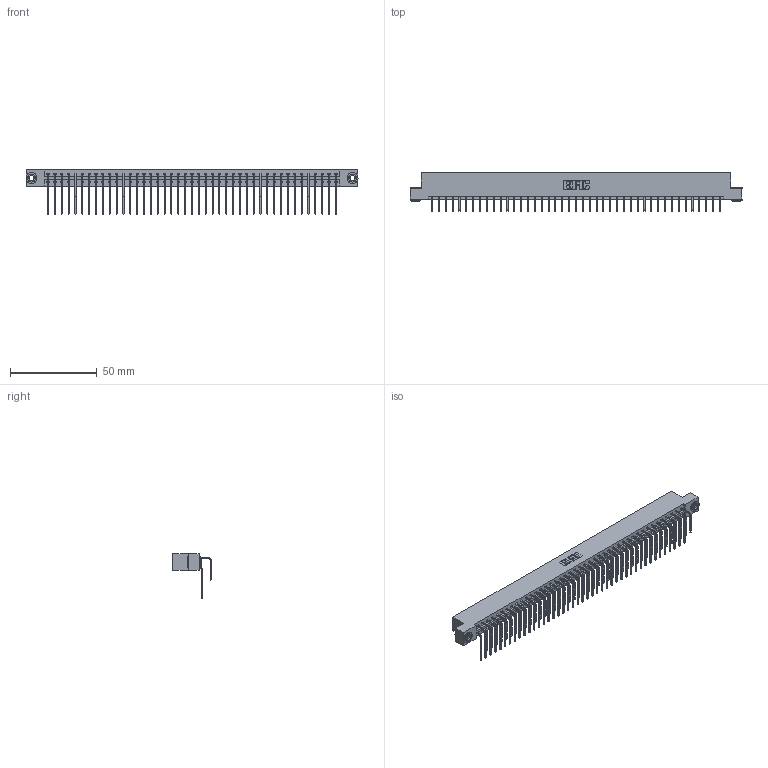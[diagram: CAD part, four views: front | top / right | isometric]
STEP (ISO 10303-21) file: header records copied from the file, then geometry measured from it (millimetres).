
FILE_DESCRIPTION (( 'STEP AP203' ), '1' );
FILE_NAME ('833-086-558-203.STEP', '2020-06-06T04:07:43', ( '' ), ( '' ), 'SwSTEP 2.0', 'SolidWorks 2020', '' );
FILE_SCHEMA (( 'CONFIG_CONTROL_DESIGN' ));
Length unit declared in the file: inch
Products named in the file (5): 345-292-001_558 Tail - 2; 345-292-001_558 559 Tail - 1; 345-250-002_345-250-002-102; 833 Part_Flush - .156 Dia - TH; 833-086-558-203
Assembly tree (89 placements, depth 2):
  833-086-558-203
    833 Part_Flush - .156 Dia - TH
    345-292-001_558 559 Tail - 1  x43
    345-292-001_558 Tail - 2  x43
    345-250-002_345-250-002-102  x2
Bounding box: 191.92 x 22.17 x 25.53 mm (x, y, z)
Volume: 20119 mm3; surface area: 26488.5 mm2
Topology: 89 solids, 89 shells, 4796 faces, 14233 edges, 9370 vertices
Faces by surface type: plane 3348, cylinder 1440, cone 8
Entity records: 29968 total; most frequent: CARTESIAN_POINT 4992, ORIENTED_EDGE 4870, DIRECTION 4277, EDGE_CURVE 2435, VECTOR 2243, LINE 2243, VERTEX_POINT 1618, AXIS2_PLACEMENT_3D 1017
